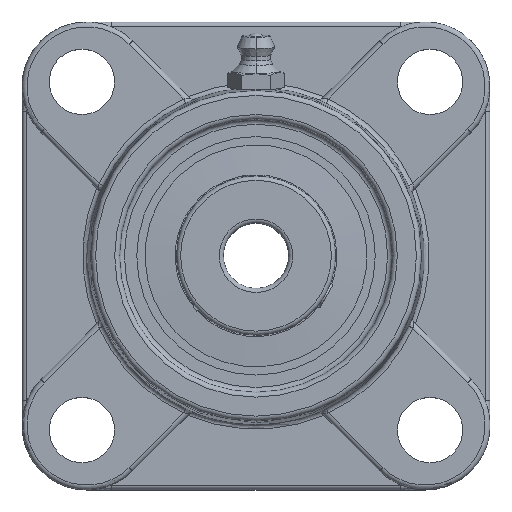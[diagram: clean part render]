
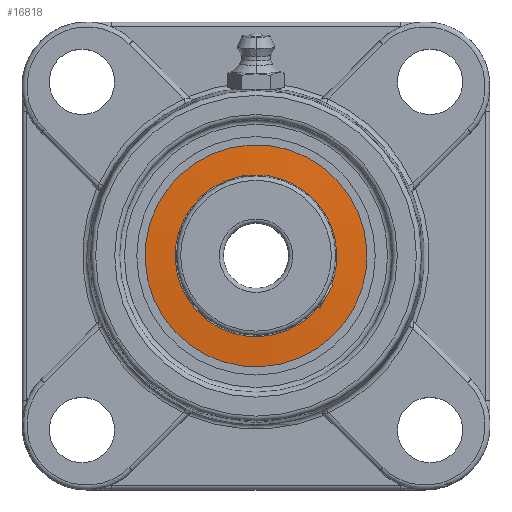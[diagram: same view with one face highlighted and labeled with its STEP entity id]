
A CAD part, top view. The second image highlights one B-rep face of the part: STEP entity #16818.
In plain terms, the highlighted conical face has half-angle 86.103 degrees and reference radius 17.628 mm.
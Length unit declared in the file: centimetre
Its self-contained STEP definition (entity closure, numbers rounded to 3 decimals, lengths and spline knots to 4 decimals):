
#16754=CARTESIAN_POINT('',(0.875,-2.0396,0.));
#16755=VERTEX_POINT('',#16754);
#16765=CARTESIAN_POINT('',(0.875,2.0396,0.));
#16766=VERTEX_POINT('',#16765);
#16767=CARTESIAN_POINT('',(0.875,0.,0.));
#16768=DIRECTION('',(1.,0.,0.));
#16769=DIRECTION('',(-0.,1.,0.));
#16770=AXIS2_PLACEMENT_3D('',#16767,#16768,#16769);
#16771=CIRCLE('',#16770,2.0396);
#16772=EDGE_CURVE('',#16766,#16755,#16771,.T.);
#16774=CARTESIAN_POINT('',(0.875,0.,0.));
#16775=DIRECTION('',(1.,0.,0.));
#16776=DIRECTION('',(-0.,1.,0.));
#16777=AXIS2_PLACEMENT_3D('',#16774,#16775,#16776);
#16778=CIRCLE('',#16777,2.0396);
#16779=EDGE_CURVE('',#16755,#16766,#16778,.T.);
#16784=CARTESIAN_POINT('',(0.8939,0.,0.));
#16785=DIRECTION('',(-1.,0.,0.));
#16786=DIRECTION('',(0.,1.,0.));
#16787=AXIS2_PLACEMENT_3D('',#16784,#16785,#16786);
#16788=CONICAL_SURFACE('',#16787,1.7628,86.103);
#16789=CARTESIAN_POINT('',(0.9127,-1.4859,-0.));
#16790=VERTEX_POINT('',#16789);
#16791=CARTESIAN_POINT('',(0.9127,-1.4859,-0.));
#16792=DIRECTION('',(-0.068,-0.998,-0.));
#16793=VECTOR('',#16792,0.555);
#16794=LINE('',#16791,#16793);
#16795=EDGE_CURVE('',#16790,#16755,#16794,.T.);
#16796=ORIENTED_EDGE('',*,*,#16795,.T.);
#16797=ORIENTED_EDGE('',*,*,#16779,.T.);
#16798=ORIENTED_EDGE('',*,*,#16772,.T.);
#16799=ORIENTED_EDGE('',*,*,#16795,.F.);
#16800=CARTESIAN_POINT('',(0.9127,1.4859,0.));
#16801=VERTEX_POINT('',#16800);
#16802=CARTESIAN_POINT('',(0.9127,0.,0.));
#16803=DIRECTION('',(1.,0.,0.));
#16804=DIRECTION('',(-0.,1.,0.));
#16805=AXIS2_PLACEMENT_3D('',#16802,#16803,#16804);
#16806=CIRCLE('',#16805,1.4859);
#16807=EDGE_CURVE('',#16801,#16790,#16806,.T.);
#16808=ORIENTED_EDGE('',*,*,#16807,.F.);
#16809=CARTESIAN_POINT('',(0.9127,0.,0.));
#16810=DIRECTION('',(1.,0.,0.));
#16811=DIRECTION('',(-0.,1.,0.));
#16812=AXIS2_PLACEMENT_3D('',#16809,#16810,#16811);
#16813=CIRCLE('',#16812,1.4859);
#16814=EDGE_CURVE('',#16790,#16801,#16813,.T.);
#16815=ORIENTED_EDGE('',*,*,#16814,.F.);
#16816=EDGE_LOOP('',(#16796,#16797,#16798,#16799,#16808,#16815));
#16817=FACE_BOUND('',#16816,.T.);
#16818=ADVANCED_FACE('',(#16817),#16788,.T.);
